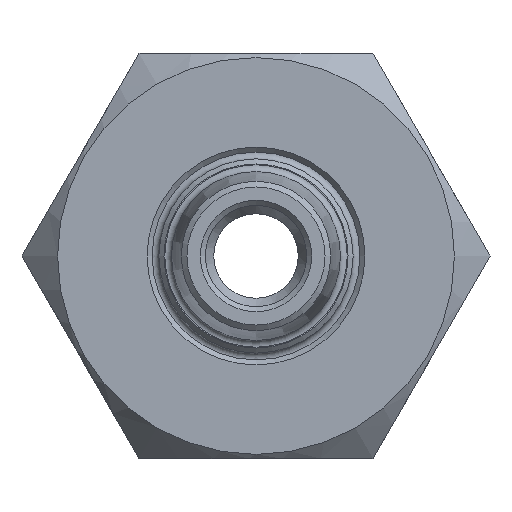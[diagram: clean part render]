
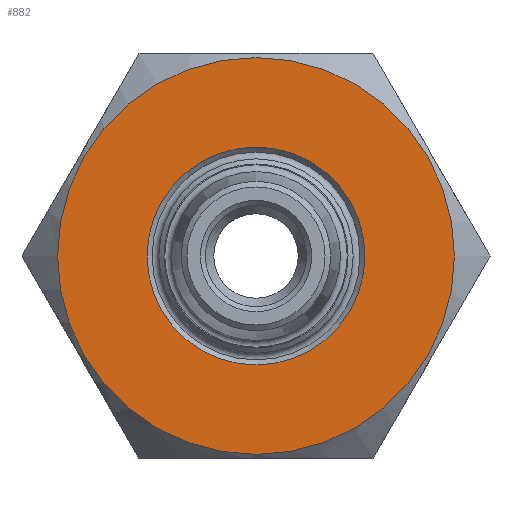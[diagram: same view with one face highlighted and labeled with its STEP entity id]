
A CAD part, left-side view. The second image highlights one B-rep face of the part: STEP entity #882.
In plain terms, the highlighted planar face has unit normal (-1, 0, 0).
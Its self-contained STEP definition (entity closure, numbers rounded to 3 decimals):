
#46=FACE_BOUND('',#158,.T.);
#71=PLANE('',#1025);
#97=FACE_OUTER_BOUND('',#157,.T.);
#157=EDGE_LOOP('',(#646));
#158=EDGE_LOOP('',(#647));
#306=CIRCLE('',#1006,11.75);
#313=CIRCLE('',#1020,6.45);
#396=VERTEX_POINT('',#1521);
#403=VERTEX_POINT('',#1554);
#480=EDGE_CURVE('',#396,#396,#306,.T.);
#494=EDGE_CURVE('',#403,#403,#313,.T.);
#646=ORIENTED_EDGE('',*,*,#480,.T.);
#647=ORIENTED_EDGE('',*,*,#494,.F.);
#882=ADVANCED_FACE('',(#97,#46),#71,.F.);
#1006=AXIS2_PLACEMENT_3D('',#1523,#1158,#1159);
#1020=AXIS2_PLACEMENT_3D('',#1555,#1191,#1192);
#1025=AXIS2_PLACEMENT_3D('',#1565,#1203,#1204);
#1158=DIRECTION('center_axis',(-1.,0.,0.));
#1159=DIRECTION('ref_axis',(0.,1.,0.));
#1191=DIRECTION('center_axis',(-1.,0.,0.));
#1192=DIRECTION('ref_axis',(0.,0.,-1.));
#1203=DIRECTION('center_axis',(1.,0.,0.));
#1204=DIRECTION('ref_axis',(0.,0.,-1.));
#1521=CARTESIAN_POINT('',(0.,-11.75,0.));
#1523=CARTESIAN_POINT('Origin',(0.,0.,0.));
#1554=CARTESIAN_POINT('',(0.,0.,6.45));
#1555=CARTESIAN_POINT('Origin',(0.,0.,0.));
#1565=CARTESIAN_POINT('Origin',(0.,0.,0.));
